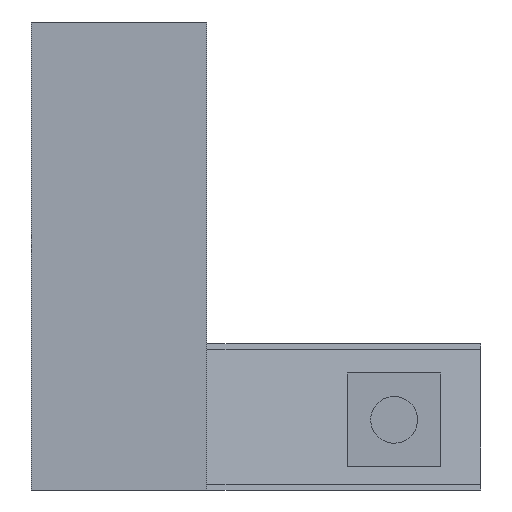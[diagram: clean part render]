
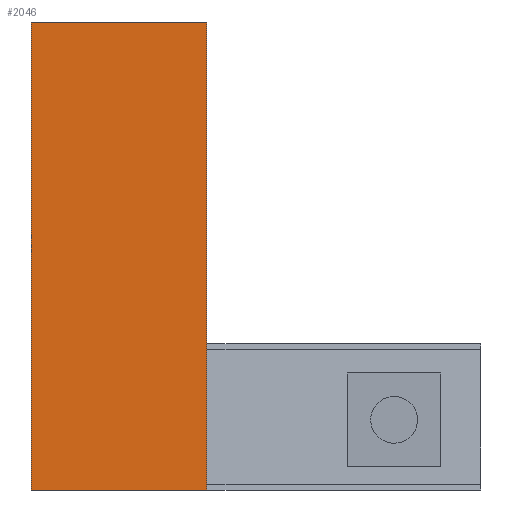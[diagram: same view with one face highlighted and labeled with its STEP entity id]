
A CAD part, front view. The second image highlights one B-rep face of the part: STEP entity #2046.
In plain terms, the highlighted planar face has unit normal (0, -1, 0).
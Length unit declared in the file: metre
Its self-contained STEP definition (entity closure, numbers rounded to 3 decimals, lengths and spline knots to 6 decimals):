
#216 = CARTESIAN_POINT('NONE', (0, 0, -0));
#217 = VERTEX_POINT('NONE', #216);
#218 = CARTESIAN_POINT('NONE', (0.09525, 0, -0));
#219 = VERTEX_POINT('NONE', #218);
#224 = CARTESIAN_POINT('NONE', (0.09525, 0, -0.254));
#225 = VERTEX_POINT('NONE', #224);
#228 = CARTESIAN_POINT('NONE', (0, 0, -0.254));
#229 = VERTEX_POINT('NONE', #228);
#884 = DIRECTION('NONE', (1, 0, 0));
#885 = VECTOR('NONE', #884, 1);
#886 = CARTESIAN_POINT('NONE', (0, 0, -0));
#887 = LINE('NONE', #886, #885);
#900 = DIRECTION('NONE', (0, 0, -1));
#901 = VECTOR('NONE', #900, 1);
#902 = CARTESIAN_POINT('NONE', (0.09525, 0, -0));
#903 = LINE('NONE', #902, #901);
#912 = DIRECTION('NONE', (-1, 0, 0));
#913 = VECTOR('NONE', #912, 1);
#914 = CARTESIAN_POINT('NONE', (0.09525, 0, -0.254));
#915 = LINE('NONE', #914, #913);
#924 = DIRECTION('NONE', (0, 0, 1));
#925 = VECTOR('NONE', #924, 1);
#926 = CARTESIAN_POINT('NONE', (0, 0, -0.254));
#927 = LINE('NONE', #926, #925);
#1091 = EDGE_CURVE('NONE', #217, #219, #887, .T.);
#1095 = EDGE_CURVE('NONE', #219, #225, #903, .T.);
#1098 = EDGE_CURVE('NONE', #225, #229, #915, .T.);
#1101 = EDGE_CURVE('NONE', #229, #217, #927, .T.);
#1518 = ORIENTED_EDGE('NONE', *, *, #1091, .T.);
#1519 = ORIENTED_EDGE('NONE', *, *, #1095, .T.);
#1520 = ORIENTED_EDGE('NONE', *, *, #1098, .T.);
#1521 = ORIENTED_EDGE('NONE', *, *, #1101, .T.);
#1522 = EDGE_LOOP('NONE', (#1518, #1519, #1520, #1521));
#1876 = CARTESIAN_POINT('NONE', (0, 0, -0));
#1877 = DIRECTION('NONE', (0, 1, 0));
#1878 = AXIS2_PLACEMENT_3D('NONE', #1876, #1877, $);
#1879 = PLANE('NONE', #1878);
#2045 = FACE_OUTER_BOUND('NONE', #1522, .F.);
#2046 = ADVANCED_FACE('NONE', (#2045), #1879, .F.);
